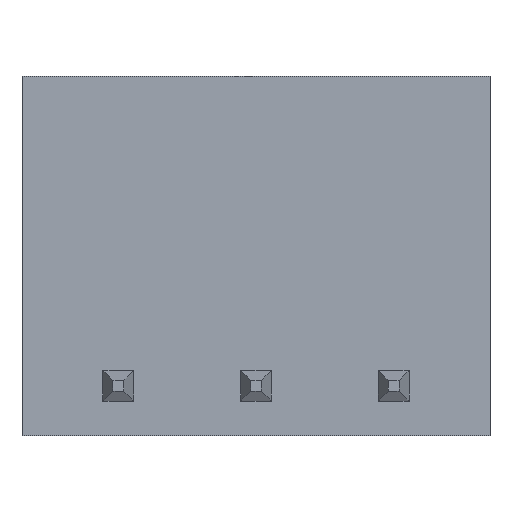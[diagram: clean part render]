
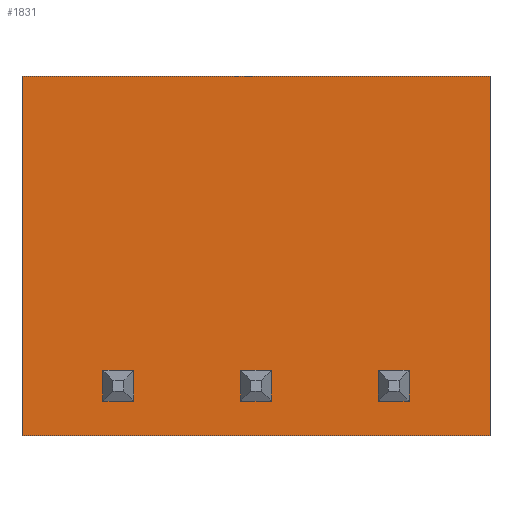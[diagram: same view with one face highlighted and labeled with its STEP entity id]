
A CAD part, front view. The second image highlights one B-rep face of the part: STEP entity #1831.
In plain terms, the highlighted planar face has unit normal (0, -1, 0).
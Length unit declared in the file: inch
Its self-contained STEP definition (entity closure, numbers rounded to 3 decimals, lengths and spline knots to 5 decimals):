
#13=DIRECTION('',(1.,0.,0.));
#14=VECTOR('',#13,0.469);
#15=CARTESIAN_POINT('',(-0.2345,0.,0.18));
#16=LINE('',#15,#14);
#192=DIRECTION('',(0.,0.,-1.));
#193=VECTOR('',#192,0.36);
#194=CARTESIAN_POINT('',(-0.2345,0.,0.18));
#195=LINE('',#194,#193);
#196=DIRECTION('',(0.,0.,-1.));
#197=VECTOR('',#196,0.031);
#198=CARTESIAN_POINT('',(0.1225,0.,-0.1145));
#199=LINE('',#198,#197);
#200=DIRECTION('',(1.,0.,0.));
#201=VECTOR('',#200,0.031);
#202=CARTESIAN_POINT('',(0.1225,0.,-0.1455));
#203=LINE('',#202,#201);
#204=DIRECTION('',(0.,0.,-1.));
#205=VECTOR('',#204,0.031);
#206=CARTESIAN_POINT('',(0.1535,0.,-0.1145));
#207=LINE('',#206,#205);
#208=DIRECTION('',(1.,0.,0.));
#209=VECTOR('',#208,0.031);
#210=CARTESIAN_POINT('',(0.1225,0.,-0.1145));
#211=LINE('',#210,#209);
#212=DIRECTION('',(0.,0.,-1.));
#213=VECTOR('',#212,0.031);
#214=CARTESIAN_POINT('',(-0.0155,0.,-0.1145));
#215=LINE('',#214,#213);
#216=DIRECTION('',(1.,0.,0.));
#217=VECTOR('',#216,0.031);
#218=CARTESIAN_POINT('',(-0.0155,0.,-0.1455));
#219=LINE('',#218,#217);
#220=DIRECTION('',(0.,0.,-1.));
#221=VECTOR('',#220,0.031);
#222=CARTESIAN_POINT('',(0.0155,0.,-0.1145));
#223=LINE('',#222,#221);
#224=DIRECTION('',(1.,0.,0.));
#225=VECTOR('',#224,0.031);
#226=CARTESIAN_POINT('',(-0.0155,0.,-0.1145));
#227=LINE('',#226,#225);
#228=DIRECTION('',(0.,0.,-1.));
#229=VECTOR('',#228,0.031);
#230=CARTESIAN_POINT('',(-0.1535,0.,-0.1145));
#231=LINE('',#230,#229);
#232=DIRECTION('',(1.,0.,0.));
#233=VECTOR('',#232,0.031);
#234=CARTESIAN_POINT('',(-0.1535,0.,-0.1455));
#235=LINE('',#234,#233);
#236=DIRECTION('',(0.,0.,-1.));
#237=VECTOR('',#236,0.031);
#238=CARTESIAN_POINT('',(-0.1225,0.,-0.1145));
#239=LINE('',#238,#237);
#240=DIRECTION('',(1.,0.,0.));
#241=VECTOR('',#240,0.031);
#242=CARTESIAN_POINT('',(-0.1535,0.,-0.1145));
#243=LINE('',#242,#241);
#244=DIRECTION('',(0.,0.,-1.));
#245=VECTOR('',#244,0.36);
#246=CARTESIAN_POINT('',(0.2345,0.,0.18));
#247=LINE('',#246,#245);
#256=DIRECTION('',(1.,0.,0.));
#257=VECTOR('',#256,0.469);
#258=CARTESIAN_POINT('',(-0.2345,0.,-0.18));
#259=LINE('',#258,#257);
#1268=CARTESIAN_POINT('',(-0.2345,0.,0.18));
#1270=VERTEX_POINT('',#1268);
#1271=CARTESIAN_POINT('',(0.2345,0.,0.18));
#1272=VERTEX_POINT('',#1271);
#1276=CARTESIAN_POINT('',(-0.2345,0.,-0.18));
#1278=VERTEX_POINT('',#1276);
#1279=CARTESIAN_POINT('',(0.2345,0.,-0.18));
#1280=VERTEX_POINT('',#1279);
#1363=CARTESIAN_POINT('',(0.1225,0.,-0.1145));
#1364=CARTESIAN_POINT('',(0.1225,0.,-0.1455));
#1365=VERTEX_POINT('',#1363);
#1366=VERTEX_POINT('',#1364);
#1367=CARTESIAN_POINT('',(0.1535,0.,-0.1145));
#1368=CARTESIAN_POINT('',(0.1535,0.,-0.1455));
#1369=VERTEX_POINT('',#1367);
#1370=VERTEX_POINT('',#1368);
#1619=CARTESIAN_POINT('',(-0.0155,0.,-0.1145));
#1620=CARTESIAN_POINT('',(-0.0155,0.,-0.1455));
#1621=VERTEX_POINT('',#1619);
#1622=VERTEX_POINT('',#1620);
#1623=CARTESIAN_POINT('',(0.0155,0.,-0.1145));
#1624=CARTESIAN_POINT('',(0.0155,0.,-0.1455));
#1625=VERTEX_POINT('',#1623);
#1626=VERTEX_POINT('',#1624);
#1651=CARTESIAN_POINT('',(-0.1535,0.,-0.1145));
#1652=CARTESIAN_POINT('',(-0.1535,0.,-0.1455));
#1653=VERTEX_POINT('',#1651);
#1654=VERTEX_POINT('',#1652);
#1655=CARTESIAN_POINT('',(-0.1225,0.,-0.1145));
#1656=CARTESIAN_POINT('',(-0.1225,0.,-0.1455));
#1657=VERTEX_POINT('',#1655);
#1658=VERTEX_POINT('',#1656);
#1788=CARTESIAN_POINT('',(-0.2345,0.,0.18));
#1789=DIRECTION('',(0.,-1.,0.));
#1790=DIRECTION('',(1.,0.,0.));
#1791=AXIS2_PLACEMENT_3D('',#1788,#1789,#1790);
#1792=PLANE('',#1791);
#1793=ORIENTED_EDGE('',*,*,#1678,.T.);
#1795=ORIENTED_EDGE('',*,*,#1794,.T.);
#1797=ORIENTED_EDGE('',*,*,#1796,.F.);
#1798=ORIENTED_EDGE('',*,*,#1779,.F.);
#1799=EDGE_LOOP('',(#1793,#1795,#1797,#1798));
#1800=FACE_OUTER_BOUND('',#1799,.F.);
#1802=ORIENTED_EDGE('',*,*,#1801,.T.);
#1804=ORIENTED_EDGE('',*,*,#1803,.T.);
#1806=ORIENTED_EDGE('',*,*,#1805,.F.);
#1808=ORIENTED_EDGE('',*,*,#1807,.F.);
#1809=EDGE_LOOP('',(#1802,#1804,#1806,#1808));
#1810=FACE_BOUND('',#1809,.F.);
#1812=ORIENTED_EDGE('',*,*,#1811,.T.);
#1814=ORIENTED_EDGE('',*,*,#1813,.T.);
#1816=ORIENTED_EDGE('',*,*,#1815,.F.);
#1818=ORIENTED_EDGE('',*,*,#1817,.F.);
#1819=EDGE_LOOP('',(#1812,#1814,#1816,#1818));
#1820=FACE_BOUND('',#1819,.F.);
#1822=ORIENTED_EDGE('',*,*,#1821,.T.);
#1824=ORIENTED_EDGE('',*,*,#1823,.T.);
#1826=ORIENTED_EDGE('',*,*,#1825,.F.);
#1828=ORIENTED_EDGE('',*,*,#1827,.F.);
#1829=EDGE_LOOP('',(#1822,#1824,#1826,#1828));
#1830=FACE_BOUND('',#1829,.F.);
#1831=ADVANCED_FACE('',(#1800,#1810,#1820,#1830),#1792,.T.);
#1678=EDGE_CURVE('',#1270,#1272,#16,.T.);
#1779=EDGE_CURVE('',#1270,#1278,#195,.T.);
#1794=EDGE_CURVE('',#1272,#1280,#247,.T.);
#1796=EDGE_CURVE('',#1278,#1280,#259,.T.);
#1801=EDGE_CURVE('',#1365,#1366,#199,.T.);
#1803=EDGE_CURVE('',#1366,#1370,#203,.T.);
#1805=EDGE_CURVE('',#1369,#1370,#207,.T.);
#1807=EDGE_CURVE('',#1365,#1369,#211,.T.);
#1811=EDGE_CURVE('',#1621,#1622,#215,.T.);
#1813=EDGE_CURVE('',#1622,#1626,#219,.T.);
#1815=EDGE_CURVE('',#1625,#1626,#223,.T.);
#1817=EDGE_CURVE('',#1621,#1625,#227,.T.);
#1821=EDGE_CURVE('',#1653,#1654,#231,.T.);
#1823=EDGE_CURVE('',#1654,#1658,#235,.T.);
#1825=EDGE_CURVE('',#1657,#1658,#239,.T.);
#1827=EDGE_CURVE('',#1653,#1657,#243,.T.);
